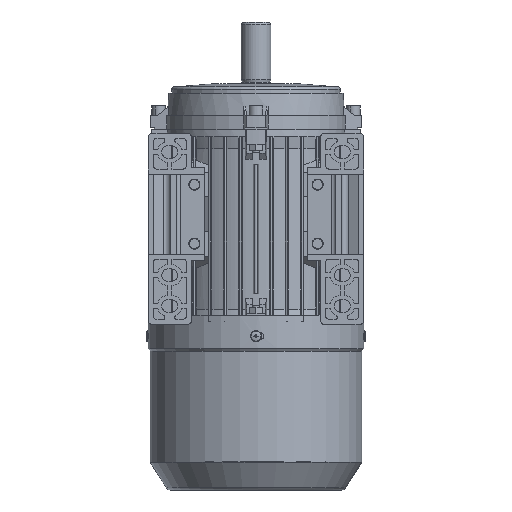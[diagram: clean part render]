
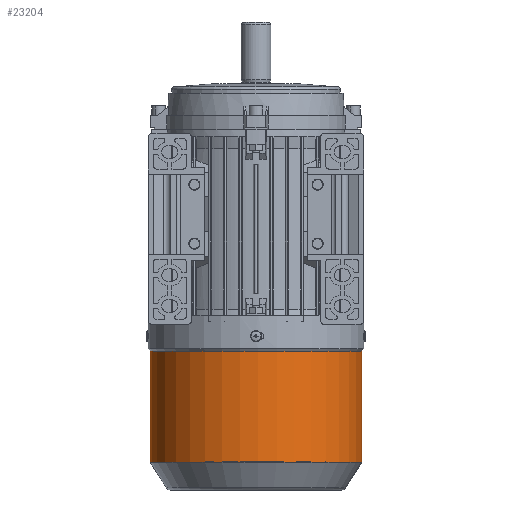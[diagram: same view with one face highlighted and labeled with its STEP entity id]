
A CAD part, front view. The second image highlights one B-rep face of the part: STEP entity #23204.
In plain terms, the highlighted cylindrical face has radius 86 mm (diameter 172 mm), a partial arc.
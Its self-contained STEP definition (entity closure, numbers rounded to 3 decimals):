
#23086 = ORIENTED_EDGE ( 'NONE', *, *, #23087, .F. ) ;
#23087 = EDGE_CURVE ( 'NONE', #23189, #23169, #25664, .T. ) ;
#23165 = EDGE_CURVE ( 'NONE', #23190, #23208, #27161, .T. ) ;
#23167 = ORIENTED_EDGE ( 'NONE', *, *, #23168, .F. ) ;
#23168 = EDGE_CURVE ( 'NONE', #23169, #23208, #27334, .T. ) ;
#23169 = VERTEX_POINT ( 'NONE', #27321 ) ;
#23188 = EDGE_CURVE ( 'NONE', #23189, #23190, #27431, .T. ) ;
#23189 = VERTEX_POINT ( 'NONE', #27409 ) ;
#23190 = VERTEX_POINT ( 'NONE', #27407 ) ;
#23204 = ADVANCED_FACE ( 'NONE', ( #27526 ), #27524, .T. ) ;
#23205 = EDGE_LOOP ( 'NONE', ( #23206, #23207, #23167, #23086 ) ) ;
#23206 = ORIENTED_EDGE ( 'NONE', *, *, #23188, .T. ) ;
#23207 = ORIENTED_EDGE ( 'NONE', *, *, #23165, .T. ) ;
#23208 = VERTEX_POINT ( 'NONE', #27514 ) ;
#25658 = DIRECTION ( 'NONE',  ( 1., 0., 0. ) ) ;
#25660 = VECTOR ( 'NONE', #25658, 1000. ) ;
#25662 = CARTESIAN_POINT ( 'NONE',  ( 0., 0., -86. ) ) ;
#25664 = LINE ( 'NONE', #25662, #25660 ) ;
#27156 = DIRECTION ( 'NONE',  ( 1., 0., 0. ) ) ;
#27158 = VECTOR ( 'NONE', #27156, 1000. ) ;
#27159 = CARTESIAN_POINT ( 'NONE',  ( 0., 0., 86. ) ) ;
#27161 = LINE ( 'NONE', #27159, #27158 ) ;
#27321 = CARTESIAN_POINT ( 'NONE',  ( -19.712, 0., -86. ) ) ;
#27324 = DIRECTION ( 'NONE',  ( 0., 0., -1. ) ) ;
#27327 = DIRECTION ( 'NONE',  ( 1., 0., 0. ) ) ;
#27330 = CARTESIAN_POINT ( 'NONE',  ( -19.712, 0., 0. ) ) ;
#27332 = AXIS2_PLACEMENT_3D ( 'NONE', #27330, #27327, #27324 ) ;
#27334 = CIRCLE ( 'NONE', #27332, 86. ) ;
#27407 = CARTESIAN_POINT ( 'NONE',  ( -109.667, 0., 86. ) ) ;
#27409 = CARTESIAN_POINT ( 'NONE',  ( -109.667, 0., -86. ) ) ;
#27411 = DIRECTION ( 'NONE',  ( 0., 0., -1. ) ) ;
#27414 = DIRECTION ( 'NONE',  ( 1., 0., 0. ) ) ;
#27416 = CARTESIAN_POINT ( 'NONE',  ( -109.667, 0., 0. ) ) ;
#27418 = AXIS2_PLACEMENT_3D ( 'NONE', #27416, #27414, #27411 ) ;
#27431 = CIRCLE ( 'NONE', #27418, 86. ) ;
#27506 = DIRECTION ( 'NONE',  ( 0., 0., -1. ) ) ;
#27509 = DIRECTION ( 'NONE',  ( 1., 0., 0. ) ) ;
#27510 = CARTESIAN_POINT ( 'NONE',  ( 0., 0., 0. ) ) ;
#27512 = AXIS2_PLACEMENT_3D ( 'NONE', #27510, #27509, #27506 ) ;
#27514 = CARTESIAN_POINT ( 'NONE',  ( -19.712, 0., 86. ) ) ;
#27524 = CYLINDRICAL_SURFACE ( 'NONE', #27512, 86. ) ;
#27526 = FACE_OUTER_BOUND ( 'NONE', #23205, .T. ) ;
